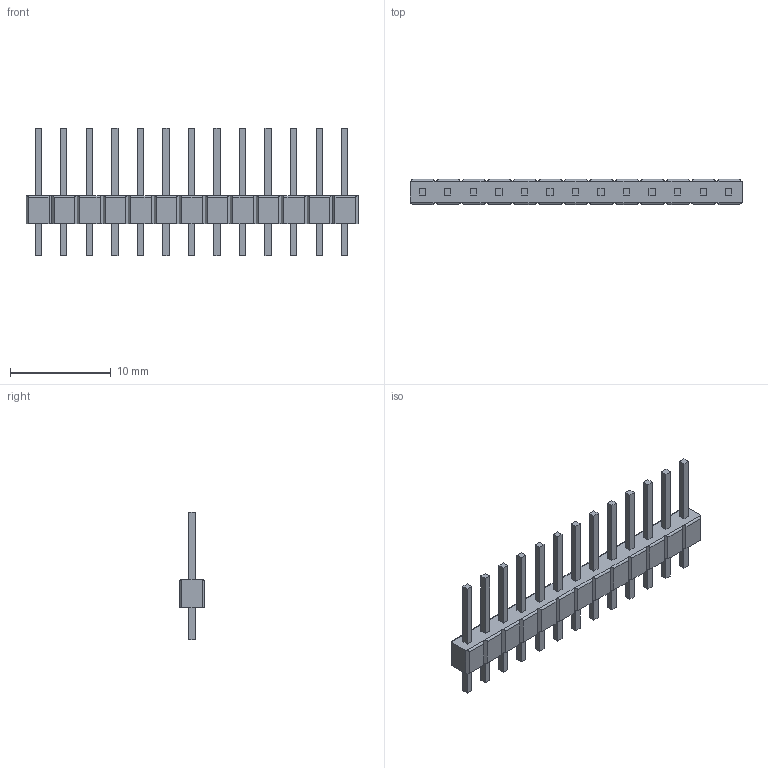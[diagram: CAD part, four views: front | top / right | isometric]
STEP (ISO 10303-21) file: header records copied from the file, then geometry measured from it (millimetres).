
FILE_DESCRIPTION((''),'2;1');
FILE_NAME('C-1-826629-3','2017-03-15T',('workeradm'),('Tyco Electronics Ltd.'),'CREO PARAMETRIC BY PTC INC, 2016050','CREO PARAMETRIC BY PTC INC, 2016050','');
FILE_SCHEMA(('AUTOMOTIVE_DESIGN { 1 0 10303 214 1 1 1 1 }'));
Length unit declared in the file: millimetre
Products named in the file (1): C-1-826629-3
Bounding box: 33.02 x 2.5 x 12.7 mm (x, y, z)
Volume: 277.2 mm3; surface area: 692.3 mm2
Topology: 1 solids, 1 shells, 238 faces, 630 edges, 420 vertices
Faces by surface type: plane 212, cylinder 26
Entity records: 7471 total; most frequent: CARTESIAN_POINT 1475, ORIENTED_EDGE 1260, DIRECTION 1054, EDGE_CURVE 630, VECTOR 578, LINE 578, VERTEX_POINT 420, EDGE_LOOP 264
